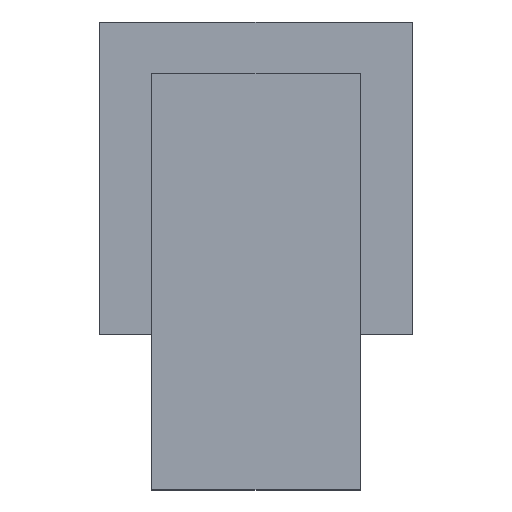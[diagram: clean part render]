
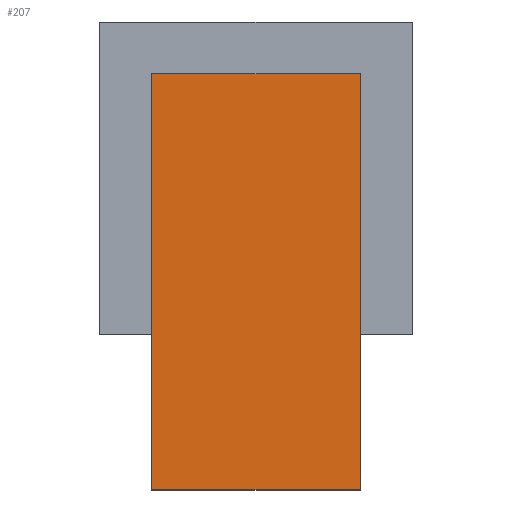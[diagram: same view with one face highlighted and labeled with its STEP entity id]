
A CAD part, top view. The second image highlights one B-rep face of the part: STEP entity #207.
In plain terms, the highlighted planar face has unit normal (0, 0, 1).
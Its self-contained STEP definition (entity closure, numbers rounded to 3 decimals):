
#35=FACE_OUTER_BOUND('',#47,.T.);
#47=EDGE_LOOP('',(#171,#172,#173,#174));
#66=LINE('',#348,#90);
#68=LINE('',#354,#92);
#71=LINE('',#359,#95);
#72=LINE('',#360,#96);
#90=VECTOR('',#288,10.);
#92=VECTOR('',#292,10.);
#95=VECTOR('',#297,10.);
#96=VECTOR('',#298,10.);
#107=VERTEX_POINT('',#341);
#110=VERTEX_POINT('',#346);
#111=VERTEX_POINT('',#350);
#113=VERTEX_POINT('',#353);
#130=EDGE_CURVE('',#110,#107,#66,.T.);
#132=EDGE_CURVE('',#113,#111,#68,.T.);
#135=EDGE_CURVE('',#111,#107,#71,.T.);
#136=EDGE_CURVE('',#110,#113,#72,.T.);
#171=ORIENTED_EDGE('',*,*,#132,.T.);
#172=ORIENTED_EDGE('',*,*,#135,.T.);
#173=ORIENTED_EDGE('',*,*,#130,.F.);
#174=ORIENTED_EDGE('',*,*,#136,.T.);
#195=PLANE('',#247);
#207=ADVANCED_FACE('',(#35),#195,.T.);
#247=AXIS2_PLACEMENT_3D('',#358,#295,#296);
#288=DIRECTION('',(-1.,0.,0.));
#292=DIRECTION('',(-1.,0.,0.));
#295=DIRECTION('center_axis',(0.,0.,1.));
#296=DIRECTION('ref_axis',(1.,0.,0.));
#297=DIRECTION('',(0.,-1.,0.));
#298=DIRECTION('',(0.,1.,0.));
#341=CARTESIAN_POINT('',(2.5,-17.5,0.));
#346=CARTESIAN_POINT('',(12.5,-17.5,0.));
#348=CARTESIAN_POINT('',(3.75,-17.5,0.));
#350=CARTESIAN_POINT('',(2.5,2.5,0.));
#353=CARTESIAN_POINT('',(12.5,2.5,0.));
#354=CARTESIAN_POINT('',(11.25,2.5,0.));
#358=CARTESIAN_POINT('Origin',(7.5,-2.5,0.));
#359=CARTESIAN_POINT('',(2.5,-7.5,0.));
#360=CARTESIAN_POINT('',(12.5,-6.25,0.));
